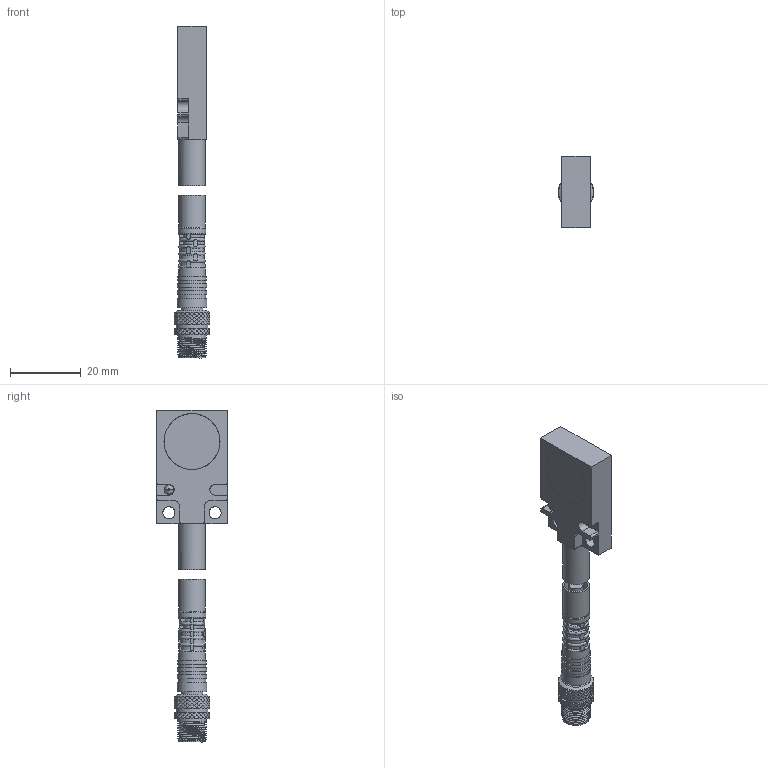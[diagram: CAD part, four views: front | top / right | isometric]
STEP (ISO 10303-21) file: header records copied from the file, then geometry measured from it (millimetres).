
FILE_DESCRIPTION( ('This file contains a STEP AP42 implementation' ,'as created by ZW3D STEP Interface translator.') ,'2;1' );
FILE_NAME( 'EQM1-2008P-A3U0.7P8-PTFE-100C-8MM-S.stp' ,'21 820.185439', (''), ('ZWCAD Software Co.'), 'Version 1.0', 'ZW3D to STEP translator', '' );
FILE_SCHEMA(('AUTOMOTIVE_DESIGN'));
Length unit declared in the file: millimetre
Products named in the file (3): 0; eqm1-2008p-a3u07-p8-8mm-100c; 4-C-MS3TZ-X07X+C-FS3TZ-X07X
Assembly tree (1 placements, depth 2):
  0
  eqm1-2008p-a3u07-p8-8mm-100c
    4-C-MS3TZ-X07X+C-FS3TZ-X07X
Bounding box: 10 x 20 x 93.6 mm (x, y, z)
Volume: 6882.2 mm3; surface area: 5098.8 mm2
Topology: 2 solids, 2 shells, 1623 faces, 3619 edges, 2013 vertices
Faces by surface type: bspline 1623
Entity records: 54952 total; most frequent: CARTESIAN_POINT 33696, ORIENTED_EDGE 7232, EDGE_CURVE 3616, VERTEX_POINT 2013, B_SPLINE_CURVE_WITH_KNOTS 1653, EDGE_LOOP 1651, FACE_OUTER_BOUND 1623, ADVANCED_FACE 1623
